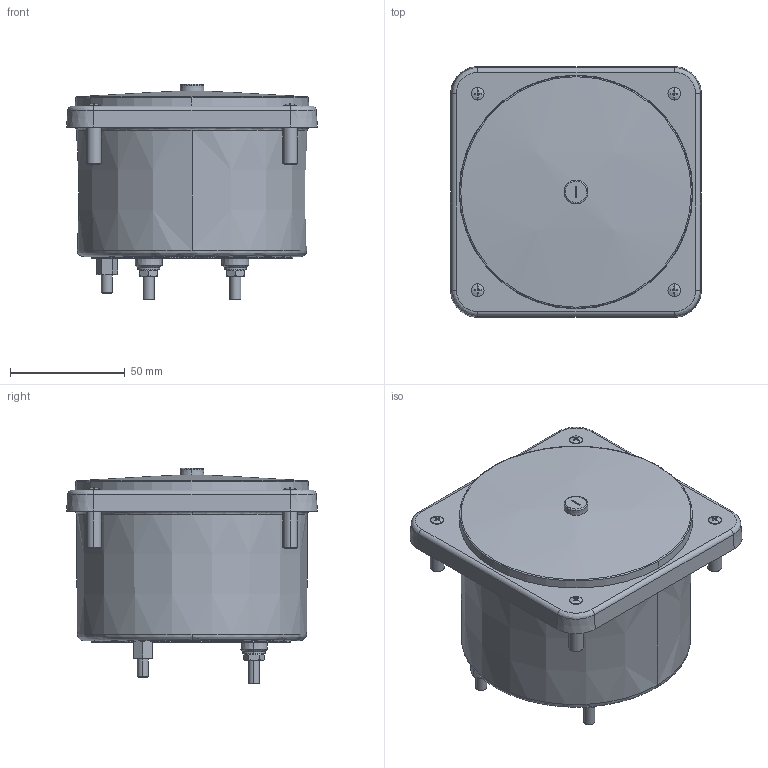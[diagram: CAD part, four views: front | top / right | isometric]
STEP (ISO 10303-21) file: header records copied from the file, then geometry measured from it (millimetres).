
FILE_DESCRIPTION (( 'STEP AP214' ), '1' );
FILE_NAME ('PK-103-021-SJSJ-C7.STEP', '2025-04-30T13:31:32', ( '' ), ( '' ), 'SwSTEP 2.0', 'SolidWorks 2021', '' );
FILE_SCHEMA (( 'AUTOMOTIVE_DESIGN' ));
Length unit declared in the file: inch
Products named in the file (1): PK-103-021-SJSJ-C7
Bounding box: 109.4 x 109.4 x 93.91 mm (x, y, z)
Volume: 594603.7 mm3; surface area: 53038.4 mm2
Topology: 1 solids, 16 shells, 609 faces, 1444 edges, 892 vertices
Faces by surface type: plane 167, cone 163, cylinder 141, bspline 138
Entity records: 21515 total; most frequent: CARTESIAN_POINT 7899, DIRECTION 2861, ORIENTED_EDGE 2848, EDGE_CURVE 1424, AXIS2_PLACEMENT_3D 1184, VERTEX_POINT 892, CIRCLE 712, EDGE_LOOP 676
